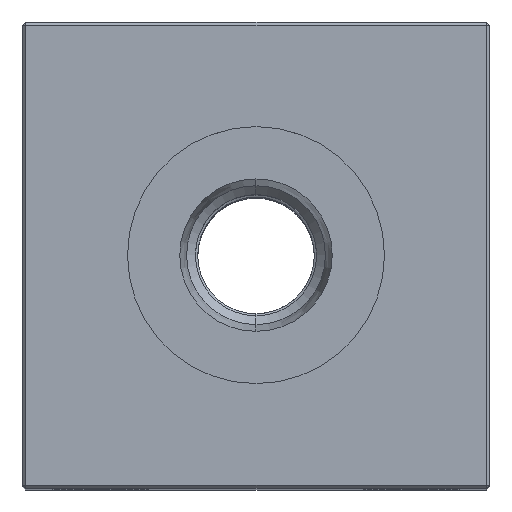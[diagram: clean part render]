
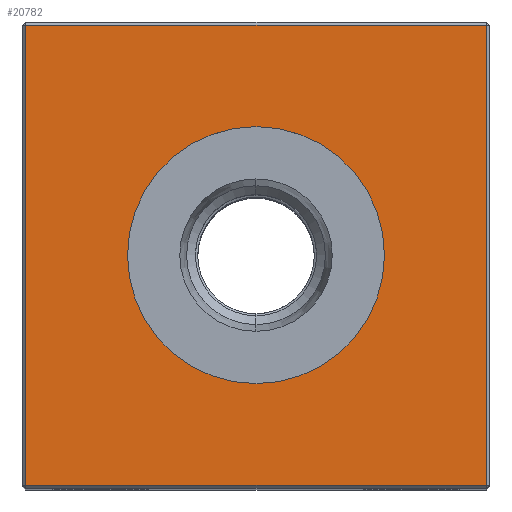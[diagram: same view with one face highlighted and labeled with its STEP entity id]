
A CAD part, top view. The second image highlights one B-rep face of the part: STEP entity #20782.
In plain terms, the highlighted planar face has unit normal (0, 0, 1).
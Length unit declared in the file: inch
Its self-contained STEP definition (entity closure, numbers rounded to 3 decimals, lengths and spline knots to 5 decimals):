
#309 = CIRCLE ( 'NONE', #14911, 0.41339 ) ;
#1291 = DIRECTION ( 'NONE',  ( -1., 0., 0. ) ) ;
#1943 = FACE_OUTER_BOUND ( 'NONE', #14011, .T. ) ;
#2793 = VECTOR ( 'NONE', #8381, 39.37008 ) ;
#3392 = AXIS2_PLACEMENT_3D ( 'NONE', #20450, #20190, #24217 ) ;
#4217 = CARTESIAN_POINT ( 'NONE',  ( -0.74, 0., 3.25 ) ) ;
#4277 = FACE_BOUND ( 'NONE', #7949, .T. ) ;
#4419 = VECTOR ( 'NONE', #7741, 39.37008 ) ;
#4507 = CARTESIAN_POINT ( 'NONE',  ( 0.74, 0.74, 3.25 ) ) ;
#4846 = ORIENTED_EDGE ( 'NONE', *, *, #17068, .T. ) ;
#6909 = CARTESIAN_POINT ( 'NONE',  ( 0., 0.41339, 3.25 ) ) ;
#7505 = EDGE_CURVE ( 'NONE', #15286, #20958, #309, .T. ) ;
#7559 = CARTESIAN_POINT ( 'NONE',  ( 0.74, -0.74, 3.25 ) ) ;
#7741 = DIRECTION ( 'NONE',  ( 1., 0., 0. ) ) ;
#7877 = LINE ( 'NONE', #21577, #4419 ) ;
#7949 = EDGE_LOOP ( 'NONE', ( #15641, #11158 ) ) ;
#8018 = CIRCLE ( 'NONE', #21356, 0.41339 ) ;
#8381 = DIRECTION ( 'NONE',  ( 0., -1., 0. ) ) ;
#9172 = ORIENTED_EDGE ( 'NONE', *, *, #20187, .T. ) ;
#9270 = VERTEX_POINT ( 'NONE', #14218 ) ;
#11158 = ORIENTED_EDGE ( 'NONE', *, *, #19765, .T. ) ;
#11474 = CARTESIAN_POINT ( 'NONE',  ( 0., 0., 3.25 ) ) ;
#11660 = VERTEX_POINT ( 'NONE', #4507 ) ;
#12611 = VECTOR ( 'NONE', #15184, 39.37008 ) ;
#12734 = CARTESIAN_POINT ( 'NONE',  ( -0.74, 0.74, 3.25 ) ) ;
#13359 = VERTEX_POINT ( 'NONE', #7559 ) ;
#13447 = ORIENTED_EDGE ( 'NONE', *, *, #19555, .T. ) ;
#13567 = DIRECTION ( 'NONE',  ( -1., 0., 0. ) ) ;
#13742 = LINE ( 'NONE', #19713, #20939 ) ;
#13838 = EDGE_CURVE ( 'NONE', #9270, #13359, #7877, .T. ) ;
#14011 = EDGE_LOOP ( 'NONE', ( #4846, #22069, #9172, #13447 ) ) ;
#14218 = CARTESIAN_POINT ( 'NONE',  ( -0.74, -0.74, 3.25 ) ) ;
#14393 = LINE ( 'NONE', #4217, #2793 ) ;
#14911 = AXIS2_PLACEMENT_3D ( 'NONE', #11474, #21379, #1291 ) ;
#15184 = DIRECTION ( 'NONE',  ( 0., 1., 0. ) ) ;
#15286 = VERTEX_POINT ( 'NONE', #6909 ) ;
#15568 = DIRECTION ( 'NONE',  ( -1., 0., 0. ) ) ;
#15641 = ORIENTED_EDGE ( 'NONE', *, *, #7505, .T. ) ;
#16934 = CARTESIAN_POINT ( 'NONE',  ( 0., -0.41339, 3.25 ) ) ;
#17068 = EDGE_CURVE ( 'NONE', #18054, #9270, #14393, .T. ) ;
#18054 = VERTEX_POINT ( 'NONE', #12734 ) ;
#19337 = CARTESIAN_POINT ( 'NONE',  ( 0.74, 0., 3.25 ) ) ;
#19426 = CARTESIAN_POINT ( 'NONE',  ( 0., 0., 3.25 ) ) ;
#19555 = EDGE_CURVE ( 'NONE', #11660, #18054, #13742, .T. ) ;
#19713 = CARTESIAN_POINT ( 'NONE',  ( 0., 0.74, 3.25 ) ) ;
#19765 = EDGE_CURVE ( 'NONE', #20958, #15286, #8018, .T. ) ;
#20187 = EDGE_CURVE ( 'NONE', #13359, #11660, #23103, .T. ) ;
#20190 = DIRECTION ( 'NONE',  ( 0., 0., -1. ) ) ;
#20450 = CARTESIAN_POINT ( 'NONE',  ( 0., 0., 3.25 ) ) ;
#20782 = ADVANCED_FACE ( 'NONE', ( #1943, #4277 ), #22404, .F. ) ;
#20939 = VECTOR ( 'NONE', #15568, 39.37008 ) ;
#20958 = VERTEX_POINT ( 'NONE', #16934 ) ;
#21356 = AXIS2_PLACEMENT_3D ( 'NONE', #19426, #25543, #13567 ) ;
#21379 = DIRECTION ( 'NONE',  ( 0., 0., -1. ) ) ;
#21577 = CARTESIAN_POINT ( 'NONE',  ( 0., -0.74, 3.25 ) ) ;
#22069 = ORIENTED_EDGE ( 'NONE', *, *, #13838, .T. ) ;
#22404 = PLANE ( 'NONE',  #3392 ) ;
#23103 = LINE ( 'NONE', #19337, #12611 ) ;
#24217 = DIRECTION ( 'NONE',  ( -1., 0., 0. ) ) ;
#25543 = DIRECTION ( 'NONE',  ( 0., 0., -1. ) ) ;
